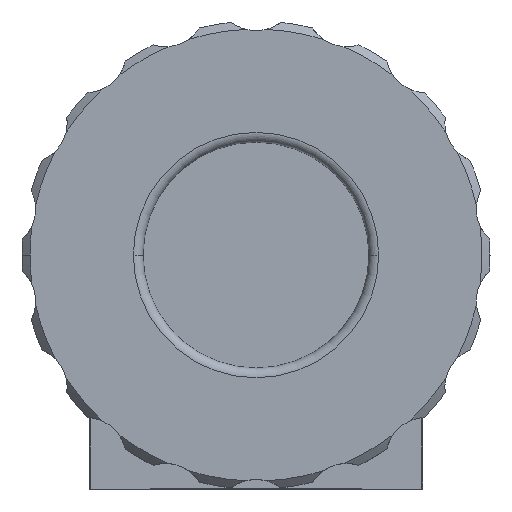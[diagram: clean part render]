
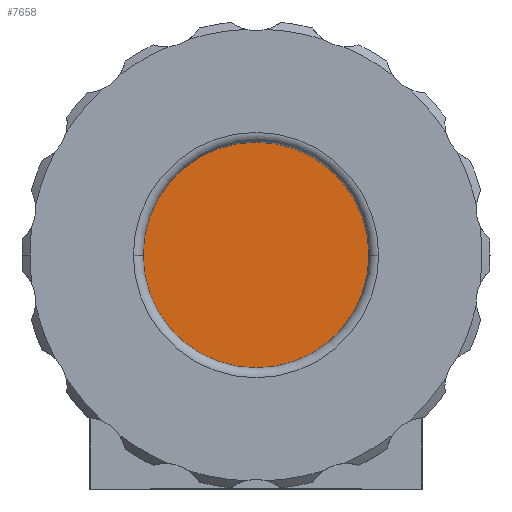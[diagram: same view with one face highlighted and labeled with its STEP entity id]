
A CAD part, top view. The second image highlights one B-rep face of the part: STEP entity #7658.
In plain terms, the highlighted planar face has unit normal (0, 0, 1).
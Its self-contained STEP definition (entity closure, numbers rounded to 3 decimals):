
#734 = VERTEX_POINT ( 'NONE', #5983 ) ;
#1125 = DIRECTION ( 'NONE',  ( 1., 0., 0. ) ) ;
#1519 = CIRCLE ( 'NONE', #2086, 3.5 ) ;
#1589 = ORIENTED_EDGE ( 'NONE', *, *, #5042, .T. ) ;
#1666 = PLANE ( 'NONE',  #3495 ) ;
#1750 = DIRECTION ( 'NONE',  ( 1., 0., 0. ) ) ;
#2086 = AXIS2_PLACEMENT_3D ( 'NONE', #2310, #6313, #1750 ) ;
#2310 = CARTESIAN_POINT ( 'NONE',  ( 0., 0., 3.45 ) ) ;
#2353 = DIRECTION ( 'NONE',  ( 0., 0., 1. ) ) ;
#2923 = VERTEX_POINT ( 'NONE', #4901 ) ;
#3495 = AXIS2_PLACEMENT_3D ( 'NONE', #6146, #2353, #5450 ) ;
#3703 = CARTESIAN_POINT ( 'NONE',  ( 0., 0., 3.45 ) ) ;
#4294 = AXIS2_PLACEMENT_3D ( 'NONE', #3703, #6261, #1125 ) ;
#4901 = CARTESIAN_POINT ( 'NONE',  ( -3.5, 0., 3.45 ) ) ;
#5042 = EDGE_CURVE ( 'NONE', #734, #2923, #1519, .T. ) ;
#5450 = DIRECTION ( 'NONE',  ( 1., 0., 0. ) ) ;
#5983 = CARTESIAN_POINT ( 'NONE',  ( 3.5, 0., 3.45 ) ) ;
#6146 = CARTESIAN_POINT ( 'NONE',  ( 0., 0., 3.45 ) ) ;
#6261 = DIRECTION ( 'NONE',  ( 0., 0., 1. ) ) ;
#6313 = DIRECTION ( 'NONE',  ( 0., 0., 1. ) ) ;
#6416 = EDGE_CURVE ( 'NONE', #2923, #734, #8460, .T. ) ;
#6841 = FACE_OUTER_BOUND ( 'NONE', #7463, .T. ) ;
#7132 = ORIENTED_EDGE ( 'NONE', *, *, #6416, .T. ) ;
#7463 = EDGE_LOOP ( 'NONE', ( #1589, #7132 ) ) ;
#7658 = ADVANCED_FACE ( 'NONE', ( #6841 ), #1666, .T. ) ;
#8460 = CIRCLE ( 'NONE', #4294, 3.5 ) ;
